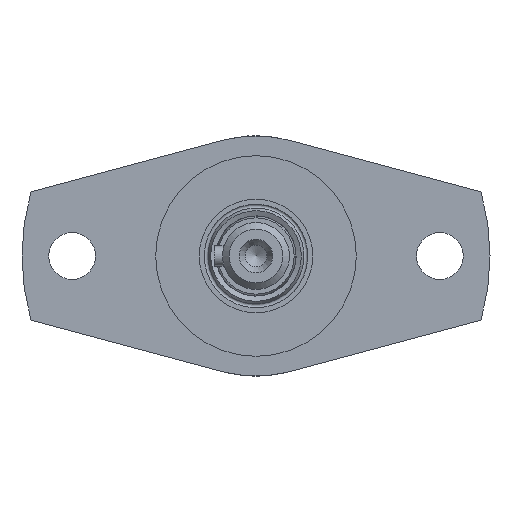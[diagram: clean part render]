
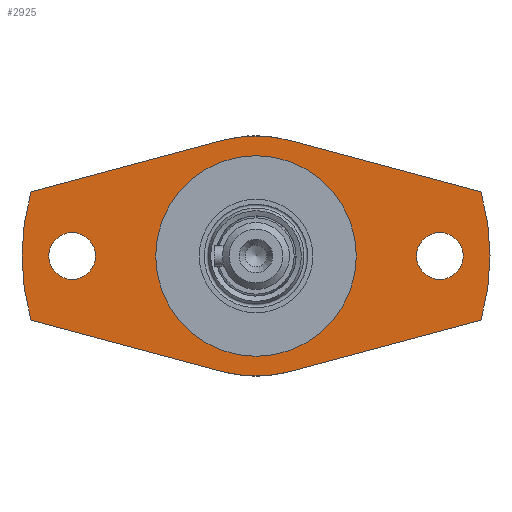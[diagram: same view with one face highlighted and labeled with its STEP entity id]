
A CAD part, left-side view. The second image highlights one B-rep face of the part: STEP entity #2925.
In plain terms, the highlighted planar face has unit normal (-1, 0, 0).
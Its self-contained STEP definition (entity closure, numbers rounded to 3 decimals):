
#238=FACE_BOUND('',#561,.T.);
#239=FACE_BOUND('',#562,.T.);
#240=FACE_BOUND('',#563,.T.);
#275=PLANE('',#3150);
#396=FACE_OUTER_BOUND('',#560,.T.);
#560=EDGE_LOOP('',(#2192,#2193,#2194,#2195,#2196,#2197,#2198,#2199));
#561=EDGE_LOOP('',(#2200,#2201));
#562=EDGE_LOOP('',(#2202));
#563=EDGE_LOOP('',(#2203));
#737=LINE('',#4320,#1001);
#741=LINE('',#4329,#1005);
#747=LINE('',#4350,#1011);
#751=LINE('',#4359,#1015);
#1001=VECTOR('',#3482,10.);
#1005=VECTOR('',#3488,10.);
#1011=VECTOR('',#3508,10.);
#1015=VECTOR('',#3514,10.);
#1263=CIRCLE('',#3131,3.5);
#1265=CIRCLE('',#3134,3.5);
#1268=CIRCLE('',#3140,35.);
#1271=CIRCLE('',#3144,18.);
#1273=CIRCLE('',#3146,18.);
#1277=CIRCLE('',#3151,35.);
#1278=CIRCLE('',#3152,15.);
#1279=CIRCLE('',#3153,15.);
#1396=VERTEX_POINT('',#4317);
#1397=VERTEX_POINT('',#4319);
#1400=VERTEX_POINT('',#4326);
#1401=VERTEX_POINT('',#4328);
#1402=VERTEX_POINT('',#4332);
#1404=VERTEX_POINT('',#4338);
#1408=VERTEX_POINT('',#4347);
#1409=VERTEX_POINT('',#4349);
#1412=VERTEX_POINT('',#4356);
#1413=VERTEX_POINT('',#4358);
#1416=VERTEX_POINT('',#4378);
#1417=VERTEX_POINT('',#4379);
#1689=EDGE_CURVE('',#1397,#1396,#737,.T.);
#1693=EDGE_CURVE('',#1401,#1400,#741,.T.);
#1695=EDGE_CURVE('',#1402,#1402,#1263,.T.);
#1698=EDGE_CURVE('',#1404,#1404,#1265,.T.);
#1703=EDGE_CURVE('',#1409,#1408,#747,.T.);
#1707=EDGE_CURVE('',#1413,#1412,#751,.T.);
#1710=EDGE_CURVE('',#1413,#1400,#1268,.T.);
#1714=EDGE_CURVE('',#1396,#1401,#1271,.T.);
#1716=EDGE_CURVE('',#1412,#1409,#1273,.T.);
#1720=EDGE_CURVE('',#1397,#1408,#1277,.T.);
#1721=EDGE_CURVE('',#1416,#1417,#1278,.T.);
#1722=EDGE_CURVE('',#1417,#1416,#1279,.T.);
#2192=ORIENTED_EDGE('',*,*,#1689,.T.);
#2193=ORIENTED_EDGE('',*,*,#1714,.T.);
#2194=ORIENTED_EDGE('',*,*,#1693,.T.);
#2195=ORIENTED_EDGE('',*,*,#1710,.F.);
#2196=ORIENTED_EDGE('',*,*,#1707,.T.);
#2197=ORIENTED_EDGE('',*,*,#1716,.T.);
#2198=ORIENTED_EDGE('',*,*,#1703,.T.);
#2199=ORIENTED_EDGE('',*,*,#1720,.F.);
#2200=ORIENTED_EDGE('',*,*,#1721,.T.);
#2201=ORIENTED_EDGE('',*,*,#1722,.T.);
#2202=ORIENTED_EDGE('',*,*,#1698,.T.);
#2203=ORIENTED_EDGE('',*,*,#1695,.T.);
#2925=ADVANCED_FACE('',(#396,#238,#239,#240),#275,.T.);
#3131=AXIS2_PLACEMENT_3D('',#4333,#3492,#3493);
#3134=AXIS2_PLACEMENT_3D('',#4339,#3499,#3500);
#3140=AXIS2_PLACEMENT_3D('',#4363,#3520,#3521);
#3144=AXIS2_PLACEMENT_3D('',#4370,#3529,#3530);
#3146=AXIS2_PLACEMENT_3D('',#4372,#3533,#3534);
#3150=AXIS2_PLACEMENT_3D('',#4376,#3541,#3542);
#3151=AXIS2_PLACEMENT_3D('',#4377,#3543,#3544);
#3152=AXIS2_PLACEMENT_3D('',#4380,#3545,#3546);
#3153=AXIS2_PLACEMENT_3D('',#4381,#3547,#3548);
#3482=DIRECTION('',(0.,0.966,0.259));
#3488=DIRECTION('',(0.,0.966,-0.259));
#3492=DIRECTION('center_axis',(1.,0.,0.));
#3493=DIRECTION('ref_axis',(0.,0.,
1.));
#3499=DIRECTION('center_axis',(1.,0.,0.));
#3500=DIRECTION('ref_axis',(0.,0.,
1.));
#3508=DIRECTION('',(0.,-0.966,0.259));
#3514=DIRECTION('',(0.,-0.966,-0.259));
#3520=DIRECTION('center_axis',(1.,0.,0.));
#3521=DIRECTION('ref_axis',(0.,-1.,0.));
#3529=DIRECTION('center_axis',(-1.,0.,0.));
#3530=DIRECTION('ref_axis',(0.,-0.259,0.966));
#3533=DIRECTION('center_axis',(-1.,0.,0.));
#3534=DIRECTION('ref_axis',(0.,-0.259,0.966));
#3541=DIRECTION('center_axis',(-1.,0.,0.));
#3542=DIRECTION('ref_axis',(0.,0.,-1.));
#3543=DIRECTION('center_axis',(1.,0.,0.));
#3544=DIRECTION('ref_axis',(0.,-1.,0.));
#3545=DIRECTION('center_axis',(1.,0.,0.));
#3546=DIRECTION('ref_axis',(0.,-1.,0.));
#3547=DIRECTION('center_axis',(1.,0.,0.));
#3548=DIRECTION('ref_axis',(0.,-1.,0.));
#4317=CARTESIAN_POINT('',(-111.2,-4.659,17.387));
#4319=CARTESIAN_POINT('',(-111.2,-33.653,9.618));
#4320=CARTESIAN_POINT('',(-111.2,-16.321,14.262));
#4326=CARTESIAN_POINT('',(-111.2,33.653,9.618));
#4328=CARTESIAN_POINT('',(-111.2,4.659,17.387));
#4329=CARTESIAN_POINT('',(-111.2,7.493,16.627));
#4332=CARTESIAN_POINT('',(-111.2,-27.5,-3.5));
#4333=CARTESIAN_POINT('Origin',(-111.2,-27.5,0.));
#4338=CARTESIAN_POINT('',(-111.2,27.5,-3.5));
#4339=CARTESIAN_POINT('Origin',(-111.2,27.5,0.));
#4347=CARTESIAN_POINT('',(-111.2,-33.653,-9.618));
#4349=CARTESIAN_POINT('',(-111.2,-4.659,-17.387));
#4350=CARTESIAN_POINT('',(-111.2,-30.818,-10.377));
#4356=CARTESIAN_POINT('',(-111.2,4.659,-17.387));
#4358=CARTESIAN_POINT('',(-111.2,33.653,-9.618));
#4359=CARTESIAN_POINT('',(-111.2,-7.004,-20.512));
#4363=CARTESIAN_POINT('Origin',(-111.2,0.,0.));
#4370=CARTESIAN_POINT('Origin',(-111.2,0.,0.));
#4372=CARTESIAN_POINT('Origin',(-111.2,0.,0.));
#4376=CARTESIAN_POINT('Origin',(-111.2,-25.,0.));
#4377=CARTESIAN_POINT('Origin',(-111.2,0.,0.));
#4378=CARTESIAN_POINT('',(-111.2,-15.,0.));
#4379=CARTESIAN_POINT('',(-111.2,15.,0.));
#4380=CARTESIAN_POINT('Origin',(-111.2,0.,0.));
#4381=CARTESIAN_POINT('Origin',(-111.2,0.,0.));
